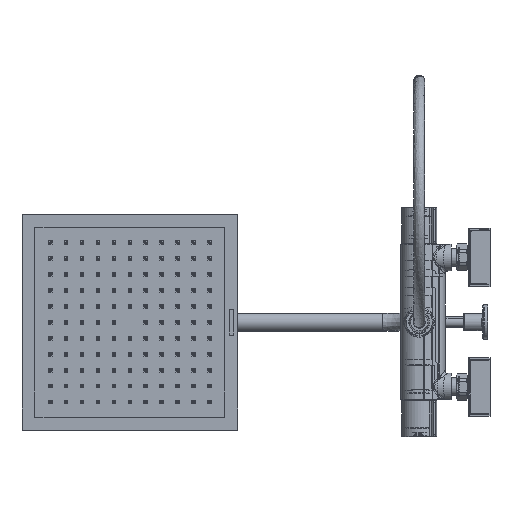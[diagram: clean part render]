
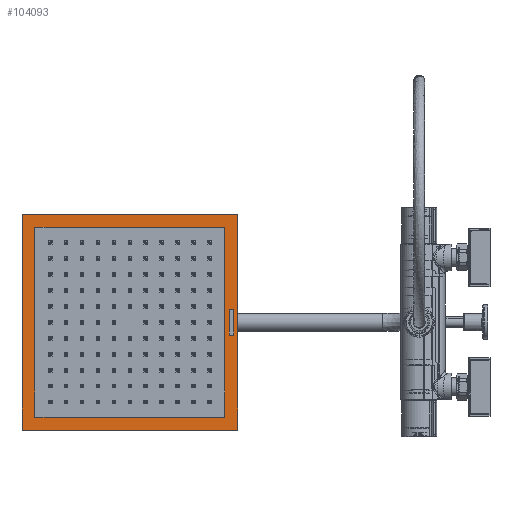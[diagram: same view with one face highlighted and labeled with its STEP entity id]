
A CAD part, left-side view. The second image highlights one B-rep face of the part: STEP entity #104093.
In plain terms, the highlighted planar face has unit normal (-1, 0, 0).
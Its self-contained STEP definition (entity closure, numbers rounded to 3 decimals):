
#78 = DIRECTION ( 'NONE',  ( 0., 0., 1. ) ) ;
#615 = EDGE_CURVE ( 'NONE', #35603, #55284, #74137, .T. ) ;
#914 = CARTESIAN_POINT ( 'NONE',  ( 855.483, 210., -125. ) ) ;
#3250 = CARTESIAN_POINT ( 'NONE',  ( 855.483, 210., 125. ) ) ;
#3735 = CARTESIAN_POINT ( 'NONE',  ( 855.483, 215., 15. ) ) ;
#4253 = CARTESIAN_POINT ( 'NONE',  ( 855.483, 445., 110. ) ) ;
#4576 = DIRECTION ( 'NONE',  ( 0., 1., 0. ) ) ;
#5323 = CARTESIAN_POINT ( 'NONE',  ( 855.483, 210., 125. ) ) ;
#6893 = DIRECTION ( 'NONE',  ( 0., -1., 0. ) ) ;
#8011 = CARTESIAN_POINT ( 'NONE',  ( 855.483, 215., 0. ) ) ;
#9871 = EDGE_CURVE ( 'NONE', #49630, #60434, #29239, .T. ) ;
#12045 = DIRECTION ( 'NONE',  ( 0., 0., -1. ) ) ;
#13015 = VECTOR ( 'NONE', #58354, 1000. ) ;
#13626 = LINE ( 'NONE', #66851, #46253 ) ;
#14494 = DIRECTION ( 'NONE',  ( 1., 0., 0. ) ) ;
#18590 = ORIENTED_EDGE ( 'NONE', *, *, #615, .F. ) ;
#21384 = LINE ( 'NONE', #92390, #80556 ) ;
#21744 = EDGE_LOOP ( 'NONE', ( #37028, #58829, #64618, #63954 ) ) ;
#23758 = VECTOR ( 'NONE', #99289, 1000. ) ;
#26365 = VERTEX_POINT ( 'NONE', #90684 ) ;
#27291 = VECTOR ( 'NONE', #64483, 1000. ) ;
#28776 = ORIENTED_EDGE ( 'NONE', *, *, #36155, .F. ) ;
#28930 = DIRECTION ( 'NONE',  ( 0., 0., -1. ) ) ;
#29032 = DIRECTION ( 'NONE',  ( 0., 1., 0. ) ) ;
#29239 = LINE ( 'NONE', #3250, #13015 ) ;
#30607 = EDGE_CURVE ( 'NONE', #84672, #49630, #52829, .T. ) ;
#30875 = DIRECTION ( 'NONE',  ( 0., 0., 1. ) ) ;
#34194 = EDGE_LOOP ( 'NONE', ( #35923, #18590, #38967, #54900 ) ) ;
#35109 = LINE ( 'NONE', #83939, #96676 ) ;
#35485 = VECTOR ( 'NONE', #78, 1000. ) ;
#35603 = VERTEX_POINT ( 'NONE', #91576 ) ;
#35923 = ORIENTED_EDGE ( 'NONE', *, *, #67865, .F. ) ;
#36155 = EDGE_CURVE ( 'NONE', #53441, #46586, #51339, .T. ) ;
#37028 = ORIENTED_EDGE ( 'NONE', *, *, #9871, .T. ) ;
#38694 = CARTESIAN_POINT ( 'NONE',  ( 855.483, 445., -110. ) ) ;
#38967 = ORIENTED_EDGE ( 'NONE', *, *, #102475, .F. ) ;
#39708 = CARTESIAN_POINT ( 'NONE',  ( 855.483, 225., 110. ) ) ;
#41511 = EDGE_CURVE ( 'NONE', #60434, #44549, #35109, .T. ) ;
#42297 = VECTOR ( 'NONE', #29032, 1000. ) ;
#44549 = VERTEX_POINT ( 'NONE', #97706 ) ;
#45025 = DIRECTION ( 'NONE',  ( 0., 0., -1. ) ) ;
#46253 = VECTOR ( 'NONE', #12045, 1000. ) ;
#46479 = VECTOR ( 'NONE', #30875, 1000. ) ;
#46586 = VERTEX_POINT ( 'NONE', #46938 ) ;
#46938 = CARTESIAN_POINT ( 'NONE',  ( 855.483, 445., -110. ) ) ;
#48265 = CARTESIAN_POINT ( 'NONE',  ( 855.483, 225., -110. ) ) ;
#48391 = CARTESIAN_POINT ( 'NONE',  ( 855.483, 220., -15. ) ) ;
#49630 = VERTEX_POINT ( 'NONE', #5323 ) ;
#51056 = CARTESIAN_POINT ( 'NONE',  ( 855.483, 445., -110. ) ) ;
#51200 = LINE ( 'NONE', #87043, #27291 ) ;
#51339 = LINE ( 'NONE', #51056, #23758 ) ;
#52829 = LINE ( 'NONE', #55176, #46479 ) ;
#53238 = ORIENTED_EDGE ( 'NONE', *, *, #53387, .F. ) ;
#53387 = EDGE_CURVE ( 'NONE', #46586, #60994, #65660, .T. ) ;
#53441 = VERTEX_POINT ( 'NONE', #78918 ) ;
#54900 = ORIENTED_EDGE ( 'NONE', *, *, #100861, .F. ) ;
#55176 = CARTESIAN_POINT ( 'NONE',  ( 855.483, 210., -125. ) ) ;
#55284 = VERTEX_POINT ( 'NONE', #3735 ) ;
#57275 = FACE_BOUND ( 'NONE', #91848, .T. ) ;
#58354 = DIRECTION ( 'NONE',  ( 0., 1., 0. ) ) ;
#58829 = ORIENTED_EDGE ( 'NONE', *, *, #41511, .T. ) ;
#60434 = VERTEX_POINT ( 'NONE', #86607 ) ;
#60881 = AXIS2_PLACEMENT_3D ( 'NONE', #77465, #14494, #45025 ) ;
#60994 = VERTEX_POINT ( 'NONE', #48265 ) ;
#62630 = PLANE ( 'NONE',  #60881 ) ;
#63151 = VECTOR ( 'NONE', #78586, 1000. ) ;
#63954 = ORIENTED_EDGE ( 'NONE', *, *, #30607, .T. ) ;
#64359 = EDGE_CURVE ( 'NONE', #44549, #84672, #101018, .T. ) ;
#64483 = DIRECTION ( 'NONE',  ( 0., -1., 0. ) ) ;
#64618 = ORIENTED_EDGE ( 'NONE', *, *, #64359, .T. ) ;
#64994 = EDGE_CURVE ( 'NONE', #60994, #98339, #65690, .T. ) ;
#65660 = LINE ( 'NONE', #38694, #63151 ) ;
#65690 = LINE ( 'NONE', #80218, #35485 ) ;
#66851 = CARTESIAN_POINT ( 'NONE',  ( 855.483, 220., 0. ) ) ;
#67865 = EDGE_CURVE ( 'NONE', #55284, #26365, #21384, .T. ) ;
#69081 = VECTOR ( 'NONE', #72312, 1000. ) ;
#69812 = FACE_BOUND ( 'NONE', #34194, .T. ) ;
#72312 = DIRECTION ( 'NONE',  ( 0., 0., 1. ) ) ;
#74137 = LINE ( 'NONE', #8011, #69081 ) ;
#77465 = CARTESIAN_POINT ( 'NONE',  ( 855.483, 335., 0. ) ) ;
#78586 = DIRECTION ( 'NONE',  ( 0., -1., 0. ) ) ;
#78918 = CARTESIAN_POINT ( 'NONE',  ( 855.483, 445., 110. ) ) ;
#79462 = VERTEX_POINT ( 'NONE', #48391 ) ;
#80218 = CARTESIAN_POINT ( 'NONE',  ( 855.483, 225., -110. ) ) ;
#80556 = VECTOR ( 'NONE', #4576, 1000. ) ;
#83939 = CARTESIAN_POINT ( 'NONE',  ( 855.483, 460., -125. ) ) ;
#84672 = VERTEX_POINT ( 'NONE', #914 ) ;
#86607 = CARTESIAN_POINT ( 'NONE',  ( 855.483, 460., 125. ) ) ;
#87043 = CARTESIAN_POINT ( 'NONE',  ( 855.483, 335., -15. ) ) ;
#90684 = CARTESIAN_POINT ( 'NONE',  ( 855.483, 220., 15. ) ) ;
#91576 = CARTESIAN_POINT ( 'NONE',  ( 855.483, 215., -15. ) ) ;
#91848 = EDGE_LOOP ( 'NONE', ( #101205, #99474, #53238, #28776 ) ) ;
#92390 = CARTESIAN_POINT ( 'NONE',  ( 855.483, 335., 15. ) ) ;
#95133 = EDGE_CURVE ( 'NONE', #98339, #53441, #104032, .T. ) ;
#96676 = VECTOR ( 'NONE', #28930, 1000. ) ;
#97275 = VECTOR ( 'NONE', #6893, 1000. ) ;
#97706 = CARTESIAN_POINT ( 'NONE',  ( 855.483, 460., -125. ) ) ;
#98339 = VERTEX_POINT ( 'NONE', #39708 ) ;
#99289 = DIRECTION ( 'NONE',  ( 0., 0., -1. ) ) ;
#99474 = ORIENTED_EDGE ( 'NONE', *, *, #64994, .F. ) ;
#100861 = EDGE_CURVE ( 'NONE', #26365, #79462, #13626, .T. ) ;
#101018 = LINE ( 'NONE', #103197, #97275 ) ;
#101205 = ORIENTED_EDGE ( 'NONE', *, *, #95133, .F. ) ;
#101315 = FACE_OUTER_BOUND ( 'NONE', #21744, .T. ) ;
#102475 = EDGE_CURVE ( 'NONE', #79462, #35603, #51200, .T. ) ;
#103197 = CARTESIAN_POINT ( 'NONE',  ( 855.483, 210., -125. ) ) ;
#104032 = LINE ( 'NONE', #4253, #42297 ) ;
#104093 = ADVANCED_FACE ( 'NONE', ( #57275, #101315, #69812 ), #62630, .F. ) ;
